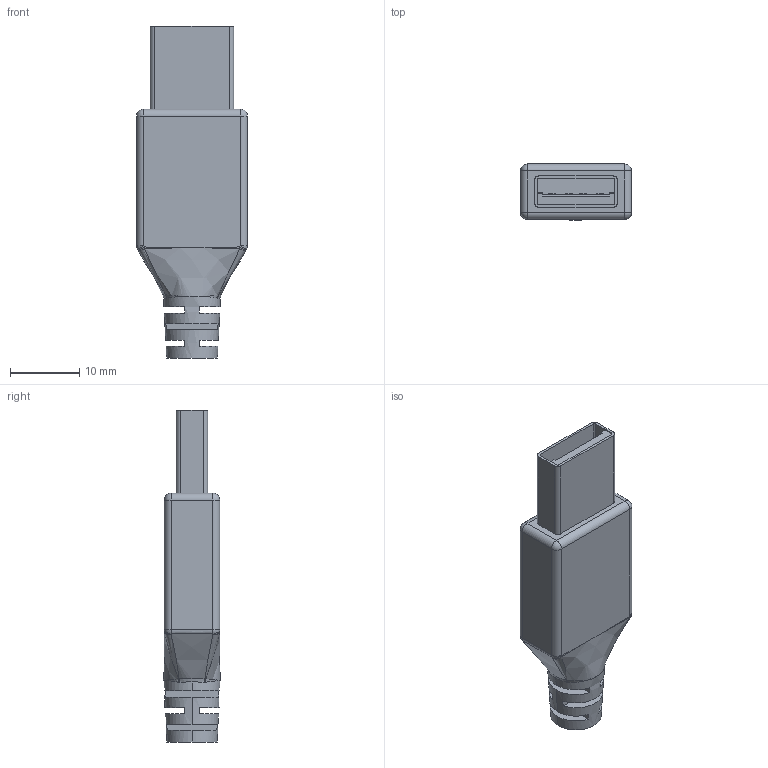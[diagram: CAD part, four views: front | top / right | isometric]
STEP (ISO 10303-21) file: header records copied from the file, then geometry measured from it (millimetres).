
FILE_DESCRIPTION (( 'STEP AP214' ), '1' );
FILE_NAME ('3C021445-3E48-4153-AD66-99607C8734B8.STEP', '2007-03-29T18:19:44', ( 'sysAdmin' ), ( 'SolidWorks' ), 'SwSTEP 2.0', 'SolidWorks 2007', '' );
FILE_SCHEMA (( 'AUTOMOTIVE_DESIGN' ));
Length unit declared in the file: millimetre
Products named in the file (1): 3C021445-3E48-4153-AD66-99607C8734B8
Bounding box: 16 x 8.25 x 47.9 mm (x, y, z)
Volume: 3854.1 mm3; surface area: 2406.8 mm2
Topology: 1 solids, 1 shells, 161 faces, 431 edges, 258 vertices
Faces by surface type: plane 86, bspline 32, cylinder 29, sphere 12, cone 2
Entity records: 7474 total; most frequent: CARTESIAN_POINT 2061, ORIENTED_EDGE 822, DIRECTION 713, EDGE_CURVE 411, VERTEX_POINT 258, AXIS2_PLACEMENT_3D 242, VECTOR 229, LINE 229
